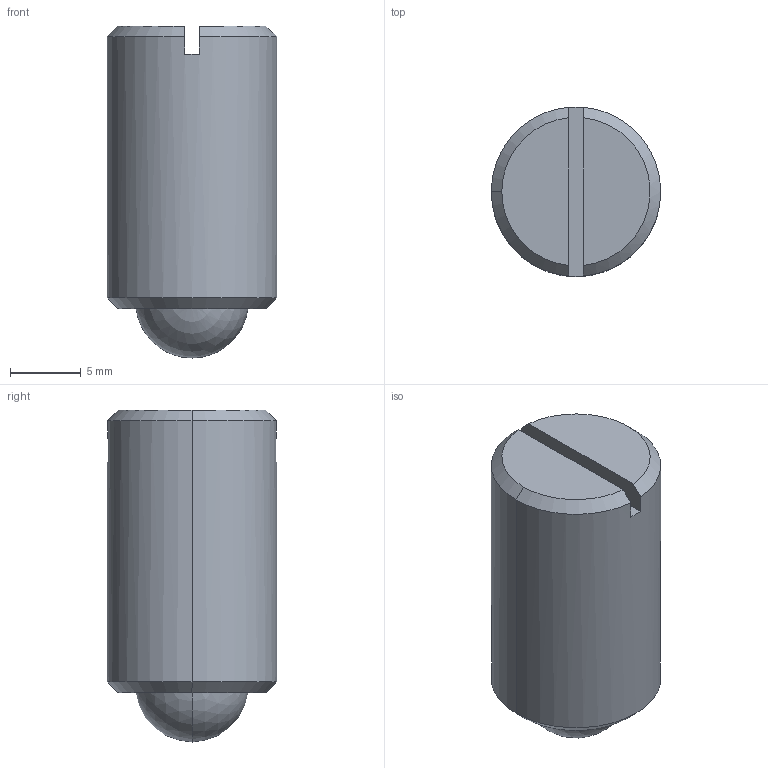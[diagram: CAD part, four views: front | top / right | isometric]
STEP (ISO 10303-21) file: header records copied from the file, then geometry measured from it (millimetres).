
FILE_DESCRIPTION (( 'STEP AP203' ), '1' );
FILE_NAME ('vis a billes_Défaut_sldprt.STEP', '2019-10-30T13:03:59', ( '' ), ( '' ), 'SwSTEP 2.0', 'SolidWorks 2017', '' );
FILE_SCHEMA (( 'CONFIG_CONTROL_DESIGN' ));
Length unit declared in the file: millimetre
Products named in the file (1): vis a billes_Défaut_sldprt
Bounding box: 12 x 12 x 23.5 mm (x, y, z)
Volume: 2327.2 mm3; surface area: 1027.6 mm2
Topology: 1 solids, 1 shells, 15 faces, 34 edges, 22 vertices
Faces by surface type: plane 6, cone 5, sphere 2, cylinder 2
Entity records: 510 total; most frequent: CARTESIAN_POINT 90, DIRECTION 75, ORIENTED_EDGE 68, EDGE_CURVE 34, AXIS2_PLACEMENT_3D 31, VERTEX_POINT 22, EDGE_LOOP 16, CIRCLE 15
